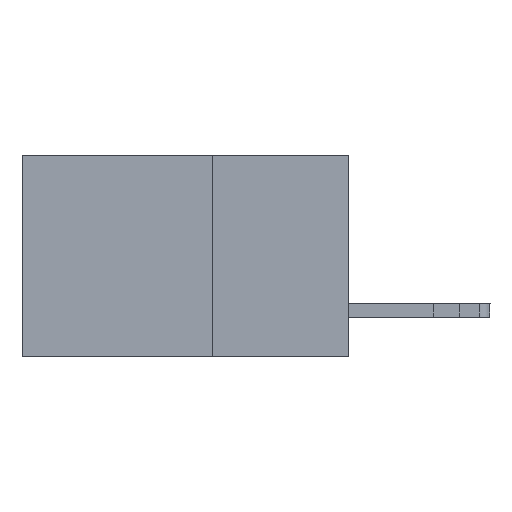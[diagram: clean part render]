
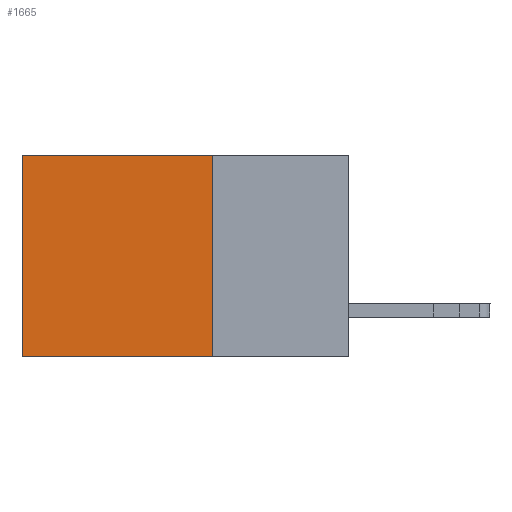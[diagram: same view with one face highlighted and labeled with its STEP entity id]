
A CAD part, left-side view. The second image highlights one B-rep face of the part: STEP entity #1665.
In plain terms, the highlighted planar face has unit normal (-1, 0, 0).
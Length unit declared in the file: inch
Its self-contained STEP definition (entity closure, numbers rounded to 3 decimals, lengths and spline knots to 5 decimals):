
#697 = EDGE_CURVE ( 'NONE', #7798, #10930, #5146, .T. ) ;
#1665 = ADVANCED_FACE ( 'NONE', ( #5278 ), #13379, .F. ) ;
#2518 = VERTEX_POINT ( 'NONE', #9912 ) ;
#2599 = DIRECTION ( 'NONE',  ( 0., 0., -1. ) ) ;
#2768 = VECTOR ( 'NONE', #6549, 39.37008 ) ;
#3445 = LINE ( 'NONE', #4599, #12676 ) ;
#4599 = CARTESIAN_POINT ( 'NONE',  ( 0.298, 0.25, 0. ) ) ;
#4636 = ORIENTED_EDGE ( 'NONE', *, *, #13317, .F. ) ;
#5146 = LINE ( 'NONE', #14407, #17402 ) ;
#5187 = VERTEX_POINT ( 'NONE', #16301 ) ;
#5215 = CARTESIAN_POINT ( 'NONE',  ( 0.298, 0.25, 0. ) ) ;
#5278 = FACE_OUTER_BOUND ( 'NONE', #15926, .T. ) ;
#5377 = CARTESIAN_POINT ( 'NONE',  ( 0.298, 0.25, 0. ) ) ;
#5638 = CARTESIAN_POINT ( 'NONE',  ( 0.298, 0.6, 0. ) ) ;
#5887 = EDGE_CURVE ( 'NONE', #2518, #7798, #3445, .T. ) ;
#5895 = LINE ( 'NONE', #14190, #14416 ) ;
#6549 = DIRECTION ( 'NONE',  ( 0., 0., -1. ) ) ;
#7446 = DIRECTION ( 'NONE',  ( 0., 1., 0. ) ) ;
#7586 = AXIS2_PLACEMENT_3D ( 'NONE', #5377, #15072, #2599 ) ;
#7798 = VERTEX_POINT ( 'NONE', #5638 ) ;
#9912 = CARTESIAN_POINT ( 'NONE',  ( 0.298, 0.25, 0. ) ) ;
#10520 = EDGE_CURVE ( 'NONE', #5187, #10930, #5895, .T. ) ;
#10930 = VERTEX_POINT ( 'NONE', #14176 ) ;
#11322 = DIRECTION ( 'NONE',  ( 0., 1., 0. ) ) ;
#12676 = VECTOR ( 'NONE', #7446, 39.37008 ) ;
#12906 = ORIENTED_EDGE ( 'NONE', *, *, #697, .T. ) ;
#13317 = EDGE_CURVE ( 'NONE', #2518, #5187, #17422, .T. ) ;
#13379 = PLANE ( 'NONE',  #7586 ) ;
#14176 = CARTESIAN_POINT ( 'NONE',  ( 0.298, 0.6, -0.37 ) ) ;
#14190 = CARTESIAN_POINT ( 'NONE',  ( 0.298, 0.25, -0.37 ) ) ;
#14301 = ORIENTED_EDGE ( 'NONE', *, *, #5887, .T. ) ;
#14407 = CARTESIAN_POINT ( 'NONE',  ( 0.298, 0.6, 0. ) ) ;
#14416 = VECTOR ( 'NONE', #11322, 39.37008 ) ;
#14661 = DIRECTION ( 'NONE',  ( 0., 0., -1. ) ) ;
#15072 = DIRECTION ( 'NONE',  ( 1., 0., 0. ) ) ;
#15301 = ORIENTED_EDGE ( 'NONE', *, *, #10520, .F. ) ;
#15926 = EDGE_LOOP ( 'NONE', ( #12906, #15301, #4636, #14301 ) ) ;
#16301 = CARTESIAN_POINT ( 'NONE',  ( 0.298, 0.25, -0.37 ) ) ;
#17402 = VECTOR ( 'NONE', #14661, 39.37008 ) ;
#17422 = LINE ( 'NONE', #5215, #2768 ) ;
